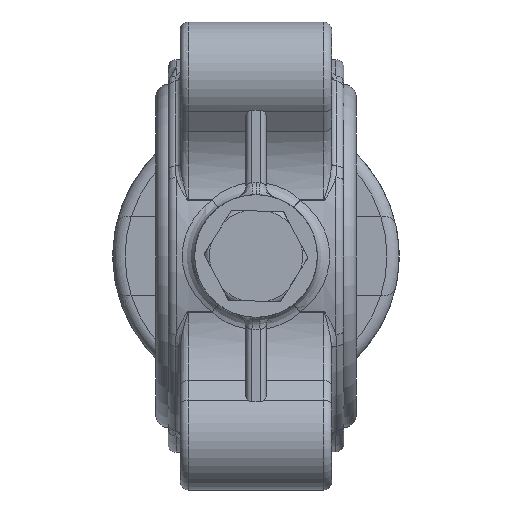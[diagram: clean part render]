
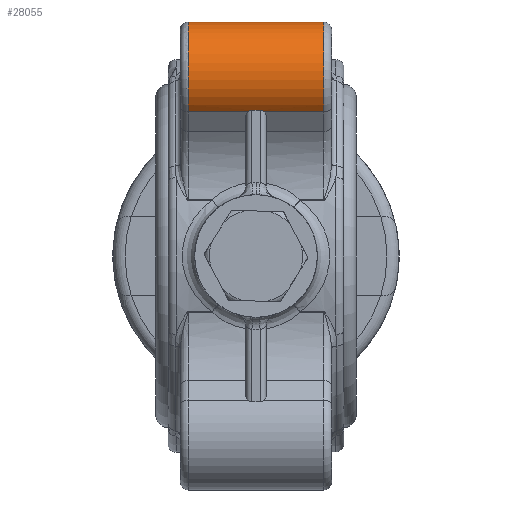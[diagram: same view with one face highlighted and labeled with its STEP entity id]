
A CAD part, front view. The second image highlights one B-rep face of the part: STEP entity #28055.
In plain terms, the highlighted cylindrical face has radius 13 mm (diameter 26 mm), a partial arc.
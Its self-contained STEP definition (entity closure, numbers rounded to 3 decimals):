
#608 = CARTESIAN_POINT ( 'NONE',  ( -1.908, -53.697, 35.323 ) ) ;
#951 = CARTESIAN_POINT ( 'NONE',  ( -1.211, -54., 35.659 ) ) ;
#1372 = DIRECTION ( 'NONE',  ( -1., 0., 0. ) ) ;
#1655 = EDGE_CURVE ( 'NONE', #24207, #18720, #3224, .T. ) ;
#3224 = CIRCLE ( 'NONE', #28143, 13. ) ;
#5146 = DIRECTION ( 'NONE',  ( 0., 0., -1. ) ) ;
#5340 = ORIENTED_EDGE ( 'NONE', *, *, #57125, .F. ) ;
#6326 = CARTESIAN_POINT ( 'NONE',  ( 1., -54., 35.659 ) ) ;
#6756 = DIRECTION ( 'NONE',  ( 0., 0., 1. ) ) ;
#7148 = VECTOR ( 'NONE', #36033, 1000. ) ;
#7511 = ORIENTED_EDGE ( 'NONE', *, *, #28401, .F. ) ;
#9706 = ORIENTED_EDGE ( 'NONE', *, *, #41864, .T. ) ;
#12298 = EDGE_CURVE ( 'NONE', #24207, #66419, #68365, .T. ) ;
#13121 = LINE ( 'NONE', #61982, #60250 ) ;
#13772 = CARTESIAN_POINT ( 'NONE',  ( 1.678, -53.842, 35.48 ) ) ;
#14184 = EDGE_CURVE ( 'NONE', #23490, #50994, #25468, .T. ) ;
#14966 = ORIENTED_EDGE ( 'NONE', *, *, #39171, .T. ) ;
#16235 = EDGE_LOOP ( 'NONE', ( #19965, #14966, #49879, #5340, #9706, #7511, #60856, #44514 ) ) ;
#16559 = CARTESIAN_POINT ( 'NONE',  ( -1.76, -53.796, 35.43 ) ) ;
#18720 = VERTEX_POINT ( 'NONE', #25592 ) ;
#19965 = ORIENTED_EDGE ( 'NONE', *, *, #1655, .T. ) ;
#20435 = CARTESIAN_POINT ( 'NONE',  ( -2.037, -53.584, 35.204 ) ) ;
#21429 = CARTESIAN_POINT ( 'NONE',  ( -16.5, -44.194, 44.194 ) ) ;
#21705 = LINE ( 'NONE', #28421, #61561 ) ;
#23490 = VERTEX_POINT ( 'NONE', #40819 ) ;
#24207 = VERTEX_POINT ( 'NONE', #47898 ) ;
#25027 = VERTEX_POINT ( 'NONE', #6326 ) ;
#25468 = CIRCLE ( 'NONE', #27720, 13. ) ;
#25592 = CARTESIAN_POINT ( 'NONE',  ( 16.5, -44.194, 57.194 ) ) ;
#25906 = FACE_OUTER_BOUND ( 'NONE', #16235, .T. ) ;
#26253 = B_SPLINE_CURVE_WITH_KNOTS ( 'NONE', 3,
 ( #46338, #35657, #40619, #47382, #30777, #13772, #63308, #41314, #62948, #62597 ),
 .UNSPECIFIED., .F., .F.,
 ( 4, 2, 2, 2, 4 ),
 ( 0., 0., 0.001, 0.001, 0.001 ),
 .UNSPECIFIED. ) ;
#27720 = AXIS2_PLACEMENT_3D ( 'NONE', #21429, #63172, #36912 ) ;
#27903 = CARTESIAN_POINT ( 'NONE',  ( -1., -54., 35.659 ) ) ;
#28055 = ADVANCED_FACE ( 'NONE', ( #25906 ), #43175, .T. ) ;
#28143 = AXIS2_PLACEMENT_3D ( 'NONE', #42975, #58581, #5146 ) ;
#28401 = EDGE_CURVE ( 'NONE', #25027, #52671, #32463, .T. ) ;
#28421 = CARTESIAN_POINT ( 'NONE',  ( 18.5, -53.584, 35.204 ) ) ;
#30777 = CARTESIAN_POINT ( 'NONE',  ( 1.502, -53.917, 35.564 ) ) ;
#31097 = DIRECTION ( 'NONE',  ( -1., 0., 0. ) ) ;
#32463 = LINE ( 'NONE', #64671, #52989 ) ;
#35657 = CARTESIAN_POINT ( 'NONE',  ( 1.106, -54., 35.659 ) ) ;
#36033 = DIRECTION ( 'NONE',  ( -1., 0., 0. ) ) ;
#36912 = DIRECTION ( 'NONE',  ( 0., 0., -1. ) ) ;
#37903 = DIRECTION ( 'NONE',  ( -1., 0., 0. ) ) ;
#39171 = EDGE_CURVE ( 'NONE', #18720, #23490, #13121, .T. ) ;
#40050 = EDGE_CURVE ( 'NONE', #25027, #66419, #26253, .T. ) ;
#40507 = B_SPLINE_CURVE_WITH_KNOTS ( 'NONE', 3,
 ( #43439, #44498, #608, #16559, #50170, #43792, #951, #27903 ),
 .UNSPECIFIED., .F., .F.,
 ( 4, 2, 2, 4 ),
 ( 0., 0., 0.001, 0.001 ),
 .UNSPECIFIED. ) ;
#40619 = CARTESIAN_POINT ( 'NONE',  ( 1.208, -53.989, 35.647 ) ) ;
#40819 = CARTESIAN_POINT ( 'NONE',  ( -16.5, -44.194, 57.194 ) ) ;
#41314 = CARTESIAN_POINT ( 'NONE',  ( 1.908, -53.697, 35.323 ) ) ;
#41793 = CARTESIAN_POINT ( 'NONE',  ( 18.5, -53.584, 35.204 ) ) ;
#41864 = EDGE_CURVE ( 'NONE', #61907, #52671, #40507, .T. ) ;
#42975 = CARTESIAN_POINT ( 'NONE',  ( 16.5, -44.194, 44.194 ) ) ;
#43175 = CYLINDRICAL_SURFACE ( 'NONE', #69484, 13. ) ;
#43439 = CARTESIAN_POINT ( 'NONE',  ( -2.037, -53.584, 35.204 ) ) ;
#43792 = CARTESIAN_POINT ( 'NONE',  ( -1.415, -53.954, 35.606 ) ) ;
#44498 = CARTESIAN_POINT ( 'NONE',  ( -1.975, -53.643, 35.265 ) ) ;
#44514 = ORIENTED_EDGE ( 'NONE', *, *, #12298, .F. ) ;
#46338 = CARTESIAN_POINT ( 'NONE',  ( 1., -54., 35.659 ) ) ;
#47382 = CARTESIAN_POINT ( 'NONE',  ( 1.407, -53.947, 35.599 ) ) ;
#47898 = CARTESIAN_POINT ( 'NONE',  ( 16.5, -53.584, 35.204 ) ) ;
#49879 = ORIENTED_EDGE ( 'NONE', *, *, #14184, .T. ) ;
#50170 = CARTESIAN_POINT ( 'NONE',  ( -1.679, -53.841, 35.48 ) ) ;
#50994 = VERTEX_POINT ( 'NONE', #66731 ) ;
#52671 = VERTEX_POINT ( 'NONE', #60657 ) ;
#52989 = VECTOR ( 'NONE', #31097, 1000. ) ;
#56656 = DIRECTION ( 'NONE',  ( -1., 0., 0. ) ) ;
#57125 = EDGE_CURVE ( 'NONE', #61907, #50994, #21705, .T. ) ;
#58581 = DIRECTION ( 'NONE',  ( -1., 0., 0. ) ) ;
#59800 = CARTESIAN_POINT ( 'NONE',  ( 18.5, -44.194, 44.194 ) ) ;
#60250 = VECTOR ( 'NONE', #56656, 1000. ) ;
#60657 = CARTESIAN_POINT ( 'NONE',  ( -1., -54., 35.659 ) ) ;
#60856 = ORIENTED_EDGE ( 'NONE', *, *, #40050, .T. ) ;
#61561 = VECTOR ( 'NONE', #37903, 1000. ) ;
#61907 = VERTEX_POINT ( 'NONE', #20435 ) ;
#61982 = CARTESIAN_POINT ( 'NONE',  ( 18.5, -44.194, 57.194 ) ) ;
#62597 = CARTESIAN_POINT ( 'NONE',  ( 2.037, -53.584, 35.204 ) ) ;
#62683 = CARTESIAN_POINT ( 'NONE',  ( 2.037, -53.584, 35.204 ) ) ;
#62948 = CARTESIAN_POINT ( 'NONE',  ( 1.975, -53.643, 35.265 ) ) ;
#63172 = DIRECTION ( 'NONE',  ( 1., 0., 0. ) ) ;
#63308 = CARTESIAN_POINT ( 'NONE',  ( 1.76, -53.797, 35.431 ) ) ;
#64671 = CARTESIAN_POINT ( 'NONE',  ( 18.5, -54., 35.659 ) ) ;
#66419 = VERTEX_POINT ( 'NONE', #62683 ) ;
#66731 = CARTESIAN_POINT ( 'NONE',  ( -16.5, -53.584, 35.204 ) ) ;
#68365 = LINE ( 'NONE', #41793, #7148 ) ;
#69484 = AXIS2_PLACEMENT_3D ( 'NONE', #59800, #1372, #6756 ) ;
